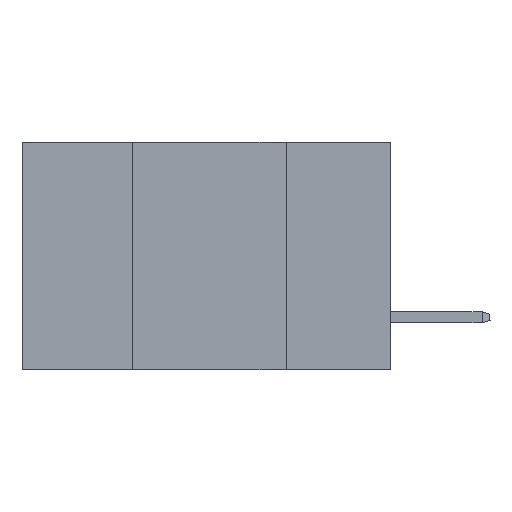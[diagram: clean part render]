
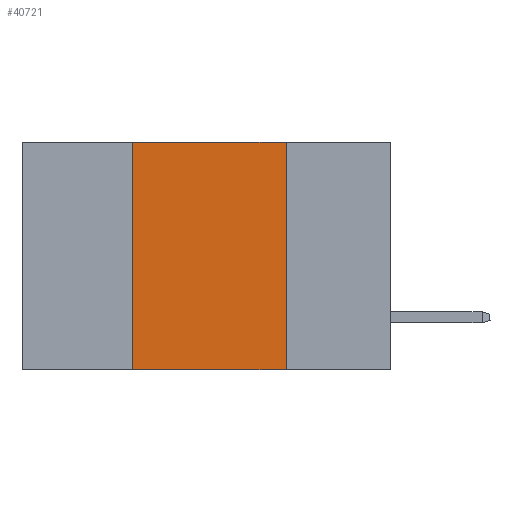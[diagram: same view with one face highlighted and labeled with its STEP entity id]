
A CAD part, left-side view. The second image highlights one B-rep face of the part: STEP entity #40721.
In plain terms, the highlighted planar face has unit normal (-1, 0, 0).
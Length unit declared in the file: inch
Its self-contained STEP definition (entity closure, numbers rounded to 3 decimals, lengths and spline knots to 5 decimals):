
#783 = ORIENTED_EDGE ( 'NONE', *, *, #42792, .F. ) ;
#3025 = DIRECTION ( 'NONE',  ( 0., 0., 1. ) ) ;
#3217 = ORIENTED_EDGE ( 'NONE', *, *, #15691, .T. ) ;
#3758 = PLANE ( 'NONE',  #24052 ) ;
#4229 = CARTESIAN_POINT ( 'NONE',  ( 0., 0.6, 0. ) ) ;
#4426 = VECTOR ( 'NONE', #13684, 39.37008 ) ;
#6613 = CARTESIAN_POINT ( 'NONE',  ( 0., 0.17, -0.37 ) ) ;
#8038 = DIRECTION ( 'NONE',  ( 1., 0., 0. ) ) ;
#10067 = DIRECTION ( 'NONE',  ( 0., -1., 0. ) ) ;
#10393 = VECTOR ( 'NONE', #3025, 39.37008 ) ;
#13684 = DIRECTION ( 'NONE',  ( 0., 0., -1. ) ) ;
#13830 = VECTOR ( 'NONE', #10067, 39.37008 ) ;
#13868 = CARTESIAN_POINT ( 'NONE',  ( 0., 0.42, 0. ) ) ;
#14080 = DIRECTION ( 'NONE',  ( 0., -1., 0. ) ) ;
#14513 = CARTESIAN_POINT ( 'NONE',  ( 0., 0.17, 0. ) ) ;
#15691 = EDGE_CURVE ( 'NONE', #31039, #26362, #30872, .T. ) ;
#20904 = CARTESIAN_POINT ( 'NONE',  ( 0., 0.17, 0. ) ) ;
#22474 = CARTESIAN_POINT ( 'NONE',  ( 0., 0.6, 0. ) ) ;
#22601 = EDGE_CURVE ( 'NONE', #31039, #40759, #28599, .T. ) ;
#24052 = AXIS2_PLACEMENT_3D ( 'NONE', #22474, #8038, #45009 ) ;
#26362 = VERTEX_POINT ( 'NONE', #6613 ) ;
#28341 = EDGE_CURVE ( 'NONE', #40759, #45549, #45964, .T. ) ;
#28599 = LINE ( 'NONE', #13868, #10393 ) ;
#29584 = CARTESIAN_POINT ( 'NONE',  ( 0., 0.6, -0.37 ) ) ;
#30192 = CARTESIAN_POINT ( 'NONE',  ( 0., 0.42, 0. ) ) ;
#30217 = VECTOR ( 'NONE', #14080, 39.37008 ) ;
#30872 = LINE ( 'NONE', #29584, #13830 ) ;
#31039 = VERTEX_POINT ( 'NONE', #44762 ) ;
#36529 = ORIENTED_EDGE ( 'NONE', *, *, #22601, .F. ) ;
#37045 = EDGE_LOOP ( 'NONE', ( #783, #42412, #36529, #3217 ) ) ;
#40721 = ADVANCED_FACE ( 'NONE', ( #46755 ), #3758, .F. ) ;
#40759 = VERTEX_POINT ( 'NONE', #30192 ) ;
#42412 = ORIENTED_EDGE ( 'NONE', *, *, #28341, .F. ) ;
#42792 = EDGE_CURVE ( 'NONE', #45549, #26362, #45430, .T. ) ;
#44762 = CARTESIAN_POINT ( 'NONE',  ( 0., 0.42, -0.37 ) ) ;
#45009 = DIRECTION ( 'NONE',  ( 0., 0., -1. ) ) ;
#45430 = LINE ( 'NONE', #20904, #4426 ) ;
#45549 = VERTEX_POINT ( 'NONE', #14513 ) ;
#45964 = LINE ( 'NONE', #4229, #30217 ) ;
#46755 = FACE_OUTER_BOUND ( 'NONE', #37045, .T. ) ;
